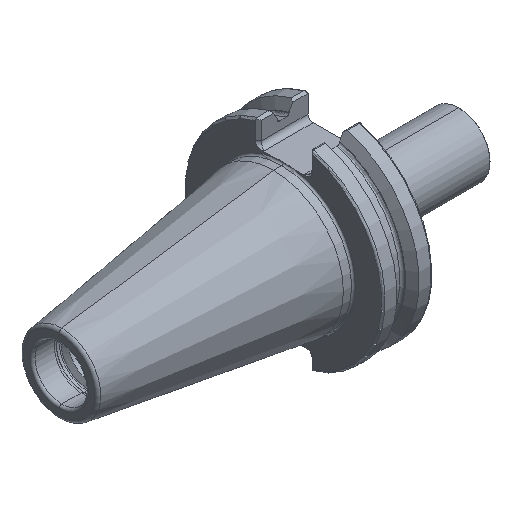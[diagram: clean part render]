
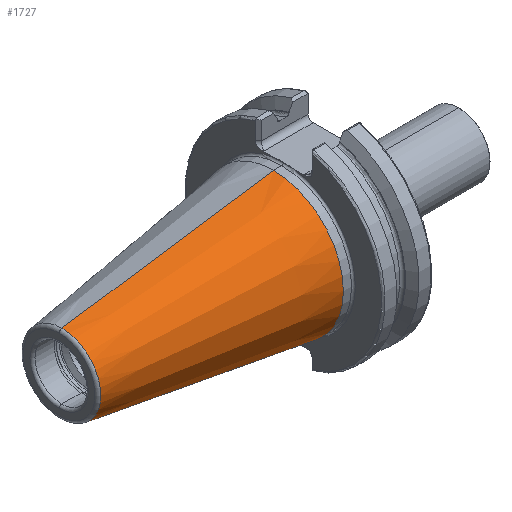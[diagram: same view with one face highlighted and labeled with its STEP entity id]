
A CAD part, isometric view. The second image highlights one B-rep face of the part: STEP entity #1727.
In plain terms, the highlighted conical face has half-angle 8.297 degrees and reference radius 22.225 mm.
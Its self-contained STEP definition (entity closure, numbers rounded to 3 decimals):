
#14 = CARTESIAN_POINT ( 'NONE',  ( 0., 0., 0. ) ) ;
#134 = CARTESIAN_POINT ( 'NONE',  ( 0., 0., 0. ) ) ;
#423 = DIRECTION ( 'NONE',  ( 0.99, 0., -0.144 ) ) ;
#463 = VECTOR ( 'NONE', #423, 1000. ) ;
#893 = LINE ( 'NONE', #2381, #2958 ) ;
#1196 = ORIENTED_EDGE ( 'NONE', *, *, #2034, .T. ) ;
#1273 = VERTEX_POINT ( 'NONE', #4309 ) ;
#1299 = AXIS2_PLACEMENT_3D ( 'NONE', #2250, #5344, #2688 ) ;
#1373 = VERTEX_POINT ( 'NONE', #5319 ) ;
#1727 = ADVANCED_FACE ( 'NONE', ( #3794 ), #2471, .T. ) ;
#1909 = DIRECTION ( 'NONE',  ( 1., 0., 0. ) ) ;
#1913 = EDGE_CURVE ( 'NONE', #1373, #3213, #893, .T. ) ;
#2021 = EDGE_CURVE ( 'NONE', #1273, #5113, #4869, .T. ) ;
#2034 = EDGE_CURVE ( 'NONE', #5113, #3213, #2532, .T. ) ;
#2250 = CARTESIAN_POINT ( 'NONE',  ( -67.394, 0., 0. ) ) ;
#2270 = ORIENTED_EDGE ( 'NONE', *, *, #2021, .T. ) ;
#2312 = CARTESIAN_POINT ( 'NONE',  ( 0., 0., 22.225 ) ) ;
#2381 = CARTESIAN_POINT ( 'NONE',  ( 0., 0., 22.225 ) ) ;
#2418 = DIRECTION ( 'NONE',  ( 0.99, 0., 0.144 ) ) ;
#2469 = AXIS2_PLACEMENT_3D ( 'NONE', #134, #1909, #4229 ) ;
#2471 = CONICAL_SURFACE ( 'NONE', #2469, 22.225, 0.145 ) ;
#2532 = CIRCLE ( 'NONE', #5016, 22.225 ) ;
#2616 = CARTESIAN_POINT ( 'NONE',  ( 0., 0., -22.225 ) ) ;
#2688 = DIRECTION ( 'NONE',  ( 0., 0., 1. ) ) ;
#2958 = VECTOR ( 'NONE', #2418, 1000. ) ;
#3213 = VERTEX_POINT ( 'NONE', #2312 ) ;
#3460 = ORIENTED_EDGE ( 'NONE', *, *, #4751, .F. ) ;
#3540 = CIRCLE ( 'NONE', #1299, 12.397 ) ;
#3609 = DIRECTION ( 'NONE',  ( 0., 0., 1. ) ) ;
#3794 = FACE_OUTER_BOUND ( 'NONE', #3893, .T. ) ;
#3893 = EDGE_LOOP ( 'NONE', ( #4629, #3460, #2270, #1196 ) ) ;
#3995 = DIRECTION ( 'NONE',  ( -1., 0., 0. ) ) ;
#4229 = DIRECTION ( 'NONE',  ( 0., 0., -1. ) ) ;
#4309 = CARTESIAN_POINT ( 'NONE',  ( -67.394, 0., -12.397 ) ) ;
#4629 = ORIENTED_EDGE ( 'NONE', *, *, #1913, .F. ) ;
#4751 = EDGE_CURVE ( 'NONE', #1273, #1373, #3540, .T. ) ;
#4869 = LINE ( 'NONE', #5359, #463 ) ;
#5016 = AXIS2_PLACEMENT_3D ( 'NONE', #14, #3995, #3609 ) ;
#5113 = VERTEX_POINT ( 'NONE', #2616 ) ;
#5319 = CARTESIAN_POINT ( 'NONE',  ( -67.394, 0., 12.397 ) ) ;
#5344 = DIRECTION ( 'NONE',  ( -1., 0., 0. ) ) ;
#5359 = CARTESIAN_POINT ( 'NONE',  ( 0., 0., -22.225 ) ) ;
